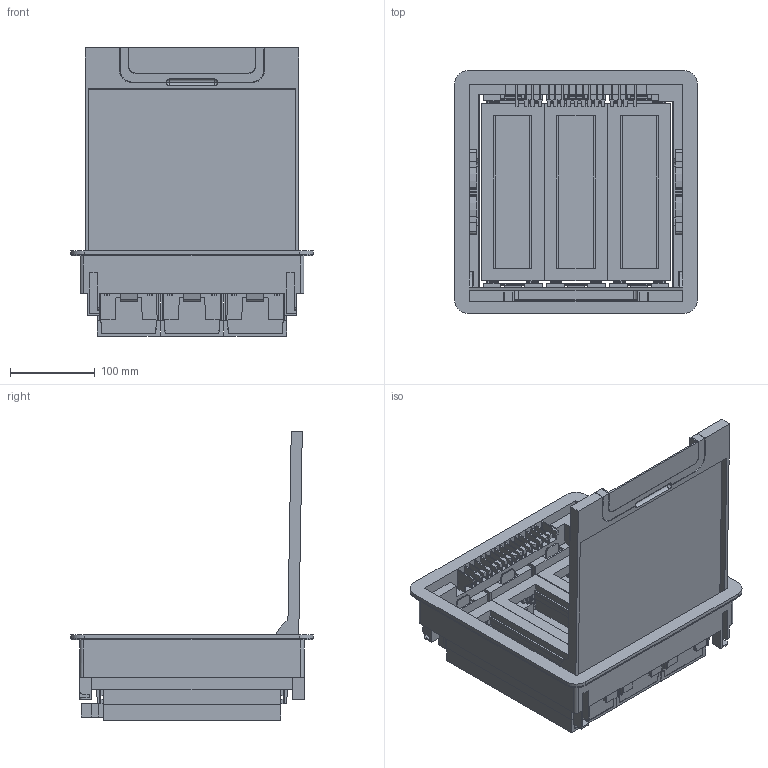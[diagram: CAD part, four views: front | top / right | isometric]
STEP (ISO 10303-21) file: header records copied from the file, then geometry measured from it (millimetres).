
FILE_DESCRIPTION(('CATIA V5 STEP Exchange','CAx-IF Rec.Pracs.--- Composite Materials ---3.4---2017-06-13'),'2;1');
FILE_NAME('LG-080702-S-ouvert.stp','2025-04-28T15:39:17+00:00',('none'),('none'),'CATIA Version 5-6 Release 2020','CATIA V5 STEP AP203 v1','none');
FILE_SCHEMA(('CONFIG_CONTROL_DESIGN'));
Length unit declared in the file: millimetre
Products named in the file (4): A029368AA; A027502; A004292_A-AS1; A027675_A-ASS PLANCHER TECHNIQUE
Assembly tree (11 placements, depth 3):
  A029368AA
    A027502
      #65
    A004292_A-AS1
      #6939
      #22709
    A027675_A-ASS PLANCHER TECHNIQUE  x3
      #25530
      #33681
      #34232
Bounding box: 285.97 x 285.97 x 339.71 mm (x, y, z)
Volume: 1331817.5 mm3; surface area: 929357.4 mm2
Topology: 15 solids, 15 shells, 1808 faces, 5214 edges, 3438 vertices
Faces by surface type: plane 1529, cylinder 229, extrusion 38, revolution 12
Entity records: 36046 total; most frequent: CARTESIAN_POINT 7992, ORIENTED_EDGE 6592, DIRECTION 4448, EDGE_CURVE 3296, VECTOR 2906, LINE 2868, VERTEX_POINT 2178, EDGE_LOOP 1210
